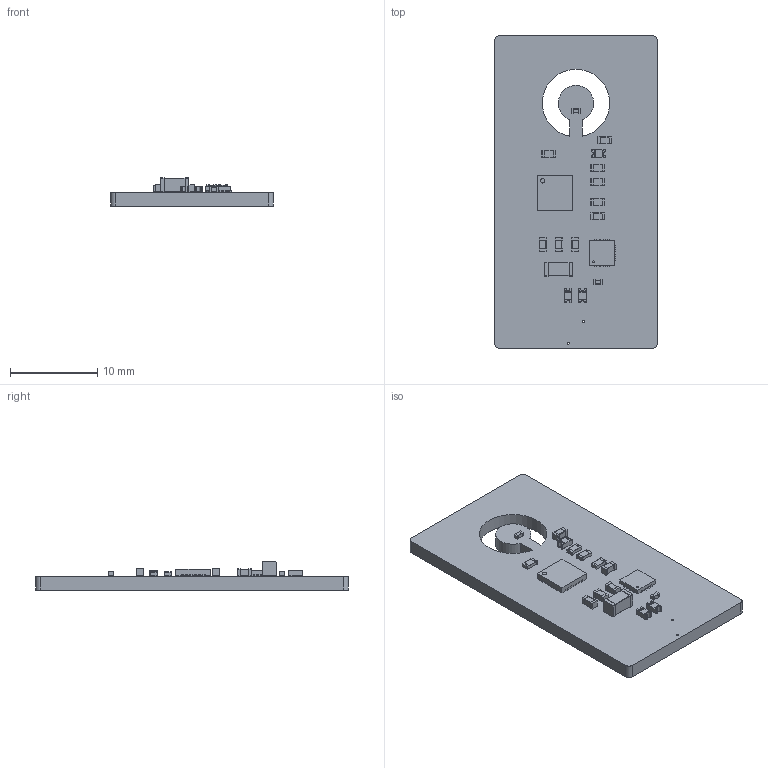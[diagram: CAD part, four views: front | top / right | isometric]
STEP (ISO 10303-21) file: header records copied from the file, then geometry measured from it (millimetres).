
FILE_DESCRIPTION(('KiCad electronic assembly'),'2;1');
FILE_NAME('nfc_sense.step','2024-01-11T18:59:46',('Pcbnew'),('Kicad'), 'Open CASCADE STEP processor 7.6','KiCad to STEP converter','Unknown' );
FILE_SCHEMA(('AUTOMOTIVE_DESIGN { 1 0 10303 214 1 1 1 1 }'));
Length unit declared in the file: millimetre
Products named in the file (16): nfc_sense 1; C_0603_1608Metric; SOLID; C_1206_3216Metric; QFN-16-1EP_3x3mm_P0.5mm_EP2.7x2.7mm_ThermalVias; R_0603_1608Metric; D_0603_1608Metric; C_0402_1005Metric; QFN-24-1EP_4x4mm_P0.5mm_EP2.6x2.6mm; nfc_sense PCB
Assembly tree (25 placements, depth 3):
  nfc_sense 1
    C_0603_1608Metric  x5
      SOLID
    C_1206_3216Metric
      SOLID
    QFN-16-1EP_3x3mm_P0.5mm_EP2.7x2.7mm_ThermalVias
      SOLID
    R_0603_1608Metric  x4
      SOLID
    D_0603_1608Metric  x3
      SOLID
    C_0402_1005Metric  x2
      SOLID
    QFN-24-1EP_4x4mm_P0.5mm_EP2.6x2.6mm
      SOLID
    nfc_sense PCB
Bounding box: 18.6 x 35.75 x 3.25 mm (x, y, z)
Volume: 1047.2 mm3; surface area: 1669.7 mm2
Topology: 18 solids, 18 shells, 728 faces, 1994 edges, 1324 vertices
Faces by surface type: plane 524, cylinder 204
Full cylindrical faces by diameter (mm): 0.2 x1, 0.25 x2, 0.5 x1
Entity records: 33632 total; most frequent: CARTESIAN_POINT 6008, DIRECTION 4608, LINE 3266, VECTOR 3266, ORIENTED_EDGE 2428, PCURVE 2428, DEFINITIONAL_REPRESENTATION 2428, EDGE_CURVE 1214
